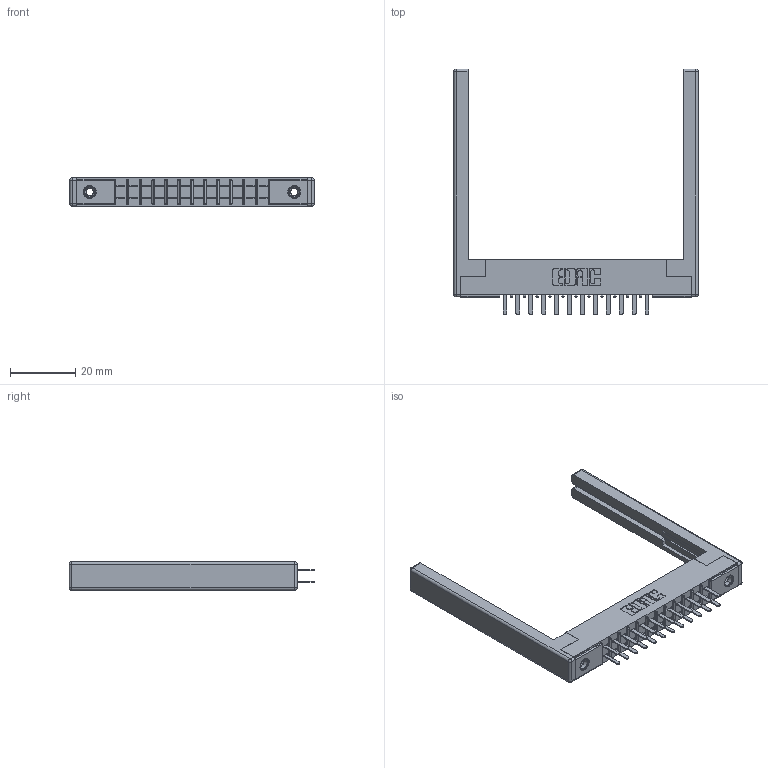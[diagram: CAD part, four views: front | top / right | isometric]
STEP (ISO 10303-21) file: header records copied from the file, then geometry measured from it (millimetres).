
FILE_DESCRIPTION (( 'STEP AP203' ), '1' );
FILE_NAME ('305-024-520-568.STEP', '2019-09-09T14:09:05', ( '' ), ( '' ), 'SwSTEP 2.0', 'SolidWorks 2016', '' );
FILE_SCHEMA (( 'CONFIG_CONTROL_DESIGN' ));
Length unit declared in the file: inch
Products named in the file (5): 305-024-520-568; 305 Part_.156 Dia; 307-220-068; 305-290-001_520; 345-250-001_345-250-001-102
Assembly tree (29 placements, depth 2):
  305-024-520-568
    305 Part_.156 Dia
    305-290-001_520  x24
    345-250-001_345-250-001-102  x2
    307-220-068  x2
Bounding box: 74.98 x 75.39 x 8.71 mm (x, y, z)
Volume: 9116.4 mm3; surface area: 12430.7 mm2
Topology: 29 solids, 29 shells, 1374 faces, 3862 edges, 2488 vertices
Faces by surface type: plane 804, cylinder 498, sphere 56, cone 12, torus 4
Entity records: 19284 total; most frequent: CARTESIAN_POINT 3163, ORIENTED_EDGE 3126, DIRECTION 3103, EDGE_CURVE 1563, VECTOR 1223, LINE 1223, VERTEX_POINT 1000, AXIS2_PLACEMENT_3D 940
